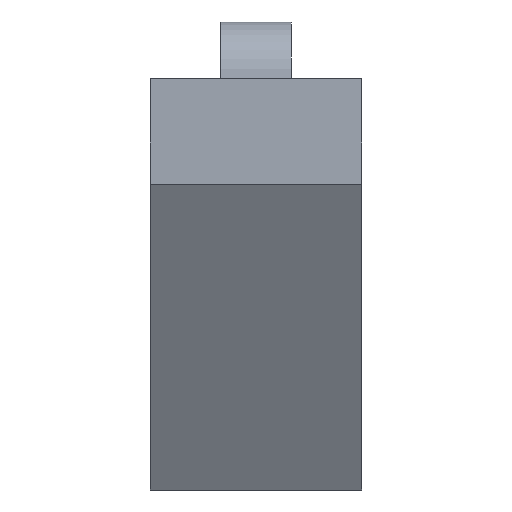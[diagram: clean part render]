
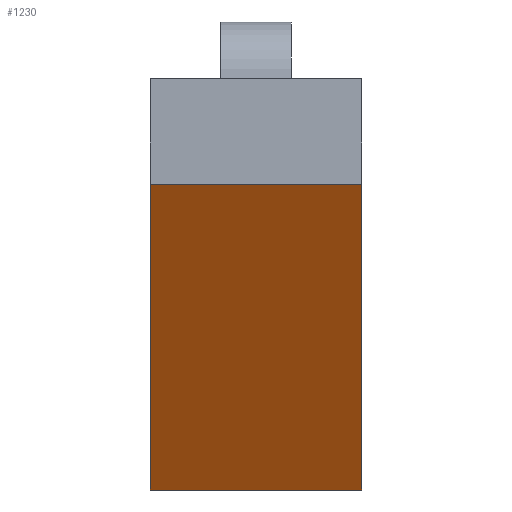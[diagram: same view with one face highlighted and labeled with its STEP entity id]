
A CAD part, left-side view. The second image highlights one B-rep face of the part: STEP entity #1230.
In plain terms, the highlighted planar face has unit normal (-0.866, 0, -0.5).
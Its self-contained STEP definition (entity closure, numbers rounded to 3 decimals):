
#32 = PLANE('',#33);
#33 = AXIS2_PLACEMENT_3D('',#34,#35,#36);
#34 = CARTESIAN_POINT('',(-21.34,0.,0.));
#35 = DIRECTION('',(0.,0.,-1.));
#36 = DIRECTION('',(-1.,0.,0.));
#233 = VERTEX_POINT('',#234);
#234 = CARTESIAN_POINT('',(-21.34,0.,-0.));
#250 = PLANE('',#251);
#251 = AXIS2_PLACEMENT_3D('',#252,#253,#254);
#252 = CARTESIAN_POINT('',(-30.004,0.,-4.951));
#253 = DIRECTION('',(0.,1.,0.));
#254 = DIRECTION('',(0.,0.,1.));
#262 = EDGE_CURVE('',#233,#263,#265,.T.);
#263 = VERTEX_POINT('',#264);
#264 = CARTESIAN_POINT('',(-21.34,-30.,0.));
#265 = SURFACE_CURVE('',#266,(#270,#277),.PCURVE_S1.);
#266 = LINE('',#267,#268);
#267 = CARTESIAN_POINT('',(-21.34,0.,0.));
#268 = VECTOR('',#269,1.);
#269 = DIRECTION('',(0.,-1.,0.));
#270 = PCURVE('',#32,#271);
#271 = DEFINITIONAL_REPRESENTATION('',(#272),#276);
#272 = LINE('',#273,#274);
#273 = CARTESIAN_POINT('',(0.,0.));
#274 = VECTOR('',#275,1.);
#275 = DIRECTION('',(0.,-1.));
#276 = ( GEOMETRIC_REPRESENTATION_CONTEXT(2) 
PARAMETRIC_REPRESENTATION_CONTEXT() REPRESENTATION_CONTEXT('2D SPACE',''
  ) );
#277 = PCURVE('',#278,#283);
#278 = PLANE('',#279);
#279 = AXIS2_PLACEMENT_3D('',#280,#281,#282);
#280 = CARTESIAN_POINT('',(-21.34,0.,0.));
#281 = DIRECTION('',(0.866,0.,0.5));
#282 = DIRECTION('',(0.5,0.,-0.866));
#283 = DEFINITIONAL_REPRESENTATION('',(#284),#288);
#284 = LINE('',#285,#286);
#285 = CARTESIAN_POINT('',(0.,0.));
#286 = VECTOR('',#287,1.);
#287 = DIRECTION('',(0.,-1.));
#288 = ( GEOMETRIC_REPRESENTATION_CONTEXT(2) 
PARAMETRIC_REPRESENTATION_CONTEXT() REPRESENTATION_CONTEXT('2D SPACE',''
  ) );
#306 = PLANE('',#307);
#307 = AXIS2_PLACEMENT_3D('',#308,#309,#310);
#308 = CARTESIAN_POINT('',(-30.004,-30.,-4.951));
#309 = DIRECTION('',(0.,1.,0.));
#310 = DIRECTION('',(0.,0.,1.));
#1183 = VERTEX_POINT('',#1184);
#1184 = CARTESIAN_POINT('',(3.66,0.,-43.301));
#1198 = PLANE('',#1199);
#1199 = AXIS2_PLACEMENT_3D('',#1200,#1201,#1202);
#1200 = CARTESIAN_POINT('',(3.66,0.,-43.301));
#1201 = DIRECTION('',(0.,0.,1.));
#1202 = DIRECTION('',(1.,0.,0.));
#1210 = EDGE_CURVE('',#233,#1183,#1211,.T.);
#1211 = SURFACE_CURVE('',#1212,(#1216,#1223),.PCURVE_S1.);
#1212 = LINE('',#1213,#1214);
#1213 = CARTESIAN_POINT('',(-21.34,0.,0.));
#1214 = VECTOR('',#1215,1.);
#1215 = DIRECTION('',(0.5,0.,-0.866));
#1216 = PCURVE('',#250,#1217);
#1217 = DEFINITIONAL_REPRESENTATION('',(#1218),#1222);
#1218 = LINE('',#1219,#1220);
#1219 = CARTESIAN_POINT('',(4.951,8.665));
#1220 = VECTOR('',#1221,1.);
#1221 = DIRECTION('',(-0.866,0.5));
#1222 = ( GEOMETRIC_REPRESENTATION_CONTEXT(2) 
PARAMETRIC_REPRESENTATION_CONTEXT() REPRESENTATION_CONTEXT('2D SPACE',''
  ) );
#1223 = PCURVE('',#278,#1224);
#1224 = DEFINITIONAL_REPRESENTATION('',(#1225),#1229);
#1225 = LINE('',#1226,#1227);
#1226 = CARTESIAN_POINT('',(0.,0.));
#1227 = VECTOR('',#1228,1.);
#1228 = DIRECTION('',(1.,0.));
#1229 = ( GEOMETRIC_REPRESENTATION_CONTEXT(2) 
PARAMETRIC_REPRESENTATION_CONTEXT() REPRESENTATION_CONTEXT('2D SPACE',''
  ) );
#1230 = ADVANCED_FACE('',(#1231),#278,.F.);
#1231 = FACE_BOUND('',#1232,.F.);
#1232 = EDGE_LOOP('',(#1233,#1234,#1257,#1278));
#1233 = ORIENTED_EDGE('',*,*,#262,.T.);
#1234 = ORIENTED_EDGE('',*,*,#1235,.T.);
#1235 = EDGE_CURVE('',#263,#1236,#1238,.T.);
#1236 = VERTEX_POINT('',#1237);
#1237 = CARTESIAN_POINT('',(3.66,-30.,-43.301));
#1238 = SURFACE_CURVE('',#1239,(#1243,#1250),.PCURVE_S1.);
#1239 = LINE('',#1240,#1241);
#1240 = CARTESIAN_POINT('',(-21.34,-30.,0.));
#1241 = VECTOR('',#1242,1.);
#1242 = DIRECTION('',(0.5,0.,-0.866));
#1243 = PCURVE('',#278,#1244);
#1244 = DEFINITIONAL_REPRESENTATION('',(#1245),#1249);
#1245 = LINE('',#1246,#1247);
#1246 = CARTESIAN_POINT('',(0.,-30.));
#1247 = VECTOR('',#1248,1.);
#1248 = DIRECTION('',(1.,0.));
#1249 = ( GEOMETRIC_REPRESENTATION_CONTEXT(2) 
PARAMETRIC_REPRESENTATION_CONTEXT() REPRESENTATION_CONTEXT('2D SPACE',''
  ) );
#1250 = PCURVE('',#306,#1251);
#1251 = DEFINITIONAL_REPRESENTATION('',(#1252),#1256);
#1252 = LINE('',#1253,#1254);
#1253 = CARTESIAN_POINT('',(4.951,8.665));
#1254 = VECTOR('',#1255,1.);
#1255 = DIRECTION('',(-0.866,0.5));
#1256 = ( GEOMETRIC_REPRESENTATION_CONTEXT(2) 
PARAMETRIC_REPRESENTATION_CONTEXT() REPRESENTATION_CONTEXT('2D SPACE',''
  ) );
#1257 = ORIENTED_EDGE('',*,*,#1258,.F.);
#1258 = EDGE_CURVE('',#1183,#1236,#1259,.T.);
#1259 = SURFACE_CURVE('',#1260,(#1264,#1271),.PCURVE_S1.);
#1260 = LINE('',#1261,#1262);
#1261 = CARTESIAN_POINT('',(3.66,0.,-43.301));
#1262 = VECTOR('',#1263,1.);
#1263 = DIRECTION('',(0.,-1.,0.));
#1264 = PCURVE('',#278,#1265);
#1265 = DEFINITIONAL_REPRESENTATION('',(#1266),#1270);
#1266 = LINE('',#1267,#1268);
#1267 = CARTESIAN_POINT('',(50.,0.));
#1268 = VECTOR('',#1269,1.);
#1269 = DIRECTION('',(0.,-1.));
#1270 = ( GEOMETRIC_REPRESENTATION_CONTEXT(2) 
PARAMETRIC_REPRESENTATION_CONTEXT() REPRESENTATION_CONTEXT('2D SPACE',''
  ) );
#1271 = PCURVE('',#1198,#1272);
#1272 = DEFINITIONAL_REPRESENTATION('',(#1273),#1277);
#1273 = LINE('',#1274,#1275);
#1274 = CARTESIAN_POINT('',(0.,0.));
#1275 = VECTOR('',#1276,1.);
#1276 = DIRECTION('',(0.,-1.));
#1277 = ( GEOMETRIC_REPRESENTATION_CONTEXT(2) 
PARAMETRIC_REPRESENTATION_CONTEXT() REPRESENTATION_CONTEXT('2D SPACE',''
  ) );
#1278 = ORIENTED_EDGE('',*,*,#1210,.F.);
